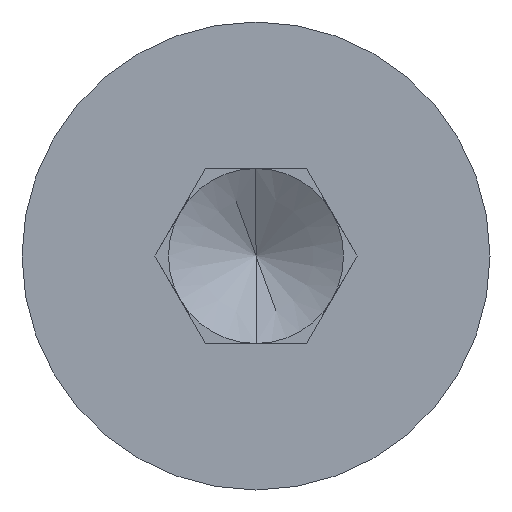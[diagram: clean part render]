
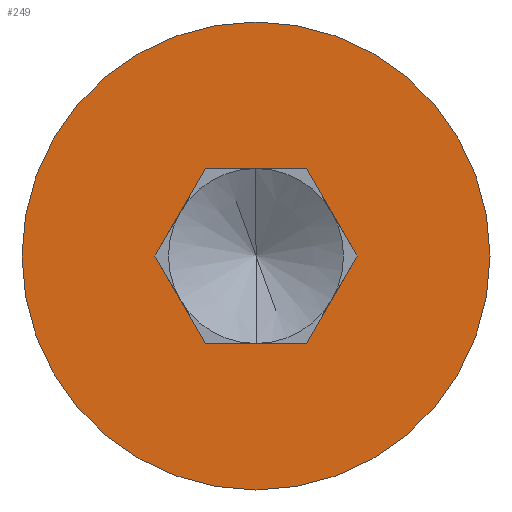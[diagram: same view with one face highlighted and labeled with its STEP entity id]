
A CAD part, left-side view. The second image highlights one B-rep face of the part: STEP entity #249.
In plain terms, the highlighted planar face has unit normal (-1, 0, 0).
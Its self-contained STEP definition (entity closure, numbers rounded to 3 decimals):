
#1 = DIRECTION ( 'NONE',  ( 0., -0.5, 0.866 ) ) ;
#12 = DIRECTION ( 'NONE',  ( 0., 0., 1. ) ) ;
#15 = DIRECTION ( 'NONE',  ( -1., 0., 0. ) ) ;
#18 = VERTEX_POINT ( 'NONE', #627 ) ;
#19 = ORIENTED_EDGE ( 'NONE', *, *, #390, .T. ) ;
#47 = CARTESIAN_POINT ( 'NONE',  ( 0., -0.577, 1. ) ) ;
#62 = CARTESIAN_POINT ( 'NONE',  ( 0., 0.577, -1. ) ) ;
#80 = CARTESIAN_POINT ( 'NONE',  ( 0., 0.577, 1. ) ) ;
#102 = CARTESIAN_POINT ( 'NONE',  ( 0., -0.577, -1. ) ) ;
#112 = LINE ( 'NONE', #646, #199 ) ;
#113 = VERTEX_POINT ( 'NONE', #373 ) ;
#118 = LINE ( 'NONE', #628, #550 ) ;
#124 = AXIS2_PLACEMENT_3D ( 'NONE', #517, #15, #359 ) ;
#130 = EDGE_CURVE ( 'NONE', #302, #161, #280, .T. ) ;
#133 = DIRECTION ( 'NONE',  ( 0., 0., 1. ) ) ;
#161 = VERTEX_POINT ( 'NONE', #47 ) ;
#163 = LINE ( 'NONE', #664, #251 ) ;
#167 = DIRECTION ( 'NONE',  ( 0., 0.5, 0.866 ) ) ;
#176 = CARTESIAN_POINT ( 'NONE',  ( 0., 0., 0. ) ) ;
#187 = EDGE_CURVE ( 'NONE', #560, #562, #424, .T. ) ;
#199 = VECTOR ( 'NONE', #538, 1000. ) ;
#201 = ORIENTED_EDGE ( 'NONE', *, *, #290, .T. ) ;
#209 = VERTEX_POINT ( 'NONE', #62 ) ;
#211 = EDGE_CURVE ( 'NONE', #209, #18, #118, .T. ) ;
#217 = VERTEX_POINT ( 'NONE', #681 ) ;
#230 = DIRECTION ( 'NONE',  ( -1., 0., 0. ) ) ;
#249 = ADVANCED_FACE ( 'NONE', ( #520, #252 ), #526, .T. ) ;
#251 = VECTOR ( 'NONE', #1, 1000. ) ;
#252 = FACE_BOUND ( 'NONE', #368, .T. ) ;
#276 = EDGE_CURVE ( 'NONE', #562, #560, #559, .T. ) ;
#280 = LINE ( 'NONE', #707, #704 ) ;
#290 = EDGE_CURVE ( 'NONE', #161, #113, #403, .T. ) ;
#295 = AXIS2_PLACEMENT_3D ( 'NONE', #176, #230, #133 ) ;
#296 = CARTESIAN_POINT ( 'NONE',  ( 0., -0.577, 1. ) ) ;
#302 = VERTEX_POINT ( 'NONE', #80 ) ;
#312 = ORIENTED_EDGE ( 'NONE', *, *, #507, .T. ) ;
#336 = ORIENTED_EDGE ( 'NONE', *, *, #187, .T. ) ;
#359 = DIRECTION ( 'NONE',  ( 0., 0., 1. ) ) ;
#368 = EDGE_LOOP ( 'NONE', ( #201, #19, #460, #697, #312, #505 ) ) ;
#373 = CARTESIAN_POINT ( 'NONE',  ( 0., -1.155, 0. ) ) ;
#377 = VECTOR ( 'NONE', #472, 1000. ) ;
#388 = CARTESIAN_POINT ( 'NONE',  ( 0., 0., -2.675 ) ) ;
#390 = EDGE_CURVE ( 'NONE', #113, #217, #112, .T. ) ;
#403 = LINE ( 'NONE', #296, #377 ) ;
#424 = CIRCLE ( 'NONE', #657, 2.675 ) ;
#433 = VECTOR ( 'NONE', #446, 1000. ) ;
#446 = DIRECTION ( 'NONE',  ( 0., 1., 0. ) ) ;
#454 = EDGE_CURVE ( 'NONE', #217, #209, #638, .T. ) ;
#460 = ORIENTED_EDGE ( 'NONE', *, *, #454, .T. ) ;
#472 = DIRECTION ( 'NONE',  ( 0., -0.5, -0.866 ) ) ;
#482 = DIRECTION ( 'NONE',  ( 0., -1., 0. ) ) ;
#505 = ORIENTED_EDGE ( 'NONE', *, *, #130, .T. ) ;
#507 = EDGE_CURVE ( 'NONE', #18, #302, #163, .T. ) ;
#517 = CARTESIAN_POINT ( 'NONE',  ( 0., 0., 0. ) ) ;
#520 = FACE_OUTER_BOUND ( 'NONE', #677, .T. ) ;
#526 = PLANE ( 'NONE',  #124 ) ;
#538 = DIRECTION ( 'NONE',  ( 0., 0.5, -0.866 ) ) ;
#548 = CARTESIAN_POINT ( 'NONE',  ( 0., 0., 2.675 ) ) ;
#550 = VECTOR ( 'NONE', #167, 1000. ) ;
#559 = CIRCLE ( 'NONE', #295, 2.675 ) ;
#560 = VERTEX_POINT ( 'NONE', #388 ) ;
#562 = VERTEX_POINT ( 'NONE', #548 ) ;
#569 = CARTESIAN_POINT ( 'NONE',  ( 0., 0., 0. ) ) ;
#613 = DIRECTION ( 'NONE',  ( -1., 0., 0. ) ) ;
#615 = ORIENTED_EDGE ( 'NONE', *, *, #276, .T. ) ;
#627 = CARTESIAN_POINT ( 'NONE',  ( 0., 1.155, 0. ) ) ;
#628 = CARTESIAN_POINT ( 'NONE',  ( 0., 0.577, -1. ) ) ;
#638 = LINE ( 'NONE', #102, #433 ) ;
#646 = CARTESIAN_POINT ( 'NONE',  ( 0., -1.155, 0. ) ) ;
#657 = AXIS2_PLACEMENT_3D ( 'NONE', #569, #613, #12 ) ;
#664 = CARTESIAN_POINT ( 'NONE',  ( 0., 1.155, 0. ) ) ;
#677 = EDGE_LOOP ( 'NONE', ( #615, #336 ) ) ;
#681 = CARTESIAN_POINT ( 'NONE',  ( 0., -0.577, -1. ) ) ;
#697 = ORIENTED_EDGE ( 'NONE', *, *, #211, .T. ) ;
#704 = VECTOR ( 'NONE', #482, 1000. ) ;
#707 = CARTESIAN_POINT ( 'NONE',  ( 0., 0.577, 1. ) ) ;
